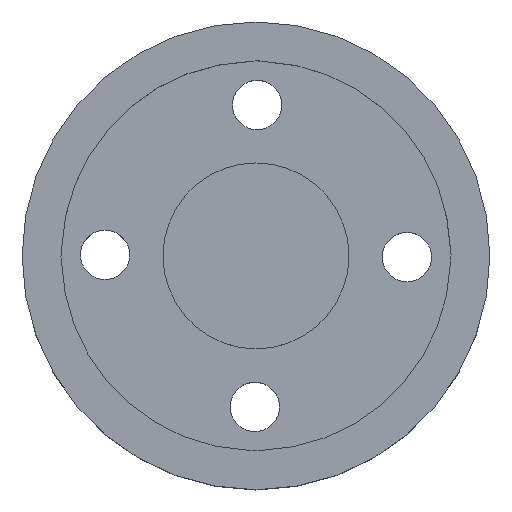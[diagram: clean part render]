
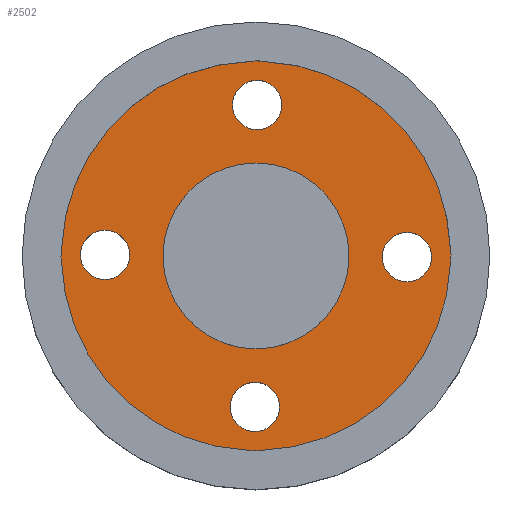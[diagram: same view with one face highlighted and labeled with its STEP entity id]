
A CAD part, top view. The second image highlights one B-rep face of the part: STEP entity #2502.
In plain terms, the highlighted planar face has unit normal (0, 0, 1).
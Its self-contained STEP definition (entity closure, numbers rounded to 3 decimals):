
#1810 = VERTEX_POINT('',#1811);
#1811 = CARTESIAN_POINT('',(-0.614,20.291,61.4));
#1817 = EDGE_CURVE('',#1810,#1818,#1820,.T.);
#1818 = VERTEX_POINT('',#1819);
#1819 = CARTESIAN_POINT('',(-20.279,0.921,61.4));
#1820 = CIRCLE('',#1821,20.3);
#1821 = AXIS2_PLACEMENT_3D('',#1822,#1823,#1824);
#1822 = CARTESIAN_POINT('',(0.,0.,61.4)
  );
#1823 = DIRECTION('',(0.,0.,1.));
#1824 = DIRECTION('',(1.,0.,0.));
#1852 = VERTEX_POINT('',#1853);
#1853 = CARTESIAN_POINT('',(0.921,20.279,61.4));
#1859 = EDGE_CURVE('',#1852,#1810,#1860,.T.);
#1860 = CIRCLE('',#1861,4.6);
#1861 = AXIS2_PLACEMENT_3D('',#1862,#1863,#1864);
#1862 = CARTESIAN_POINT('',(0.119,15.75,61.4));
#1863 = DIRECTION('',(0.,0.,1.));
#1864 = DIRECTION('',(1.,0.,-0.));
#1885 = VERTEX_POINT('',#1886);
#1886 = CARTESIAN_POINT('',(20.291,0.614,61.4));
#1892 = EDGE_CURVE('',#1885,#1852,#1893,.T.);
#1893 = CIRCLE('',#1894,20.3);
#1894 = AXIS2_PLACEMENT_3D('',#1895,#1896,#1897);
#1895 = CARTESIAN_POINT('',(0.,0.,61.4)
  );
#1896 = DIRECTION('',(0.,0.,1.));
#1897 = DIRECTION('',(1.,0.,0.));
#1918 = VERTEX_POINT('',#1919);
#1919 = CARTESIAN_POINT('',(20.279,-0.921,61.4));
#1925 = EDGE_CURVE('',#1918,#1885,#1926,.T.);
#1926 = CIRCLE('',#1927,4.6);
#1927 = AXIS2_PLACEMENT_3D('',#1928,#1929,#1930);
#1928 = CARTESIAN_POINT('',(15.75,-0.119,61.4));
#1929 = DIRECTION('',(0.,0.,1.));
#1930 = DIRECTION('',(1.,0.,0.));
#1951 = VERTEX_POINT('',#1952);
#1952 = CARTESIAN_POINT('',(0.614,-20.291,61.4));
#1958 = EDGE_CURVE('',#1951,#1918,#1959,.T.);
#1959 = CIRCLE('',#1960,20.3);
#1960 = AXIS2_PLACEMENT_3D('',#1961,#1962,#1963);
#1961 = CARTESIAN_POINT('',(0.,0.,61.4)
  );
#1962 = DIRECTION('',(0.,0.,1.));
#1963 = DIRECTION('',(1.,0.,0.));
#1984 = VERTEX_POINT('',#1985);
#1985 = CARTESIAN_POINT('',(-0.921,-20.279,61.4));
#1991 = EDGE_CURVE('',#1984,#1951,#1992,.T.);
#1992 = CIRCLE('',#1993,4.6);
#1993 = AXIS2_PLACEMENT_3D('',#1994,#1995,#1996);
#1994 = CARTESIAN_POINT('',(-0.119,-15.75,61.4));
#1995 = DIRECTION('',(0.,0.,1.));
#1996 = DIRECTION('',(1.,0.,-0.));
#2017 = VERTEX_POINT('',#2018);
#2018 = CARTESIAN_POINT('',(-20.291,-0.614,61.4));
#2024 = EDGE_CURVE('',#2017,#1984,#2025,.T.);
#2025 = CIRCLE('',#2026,20.3);
#2026 = AXIS2_PLACEMENT_3D('',#2027,#2028,#2029);
#2027 = CARTESIAN_POINT('',(0.,0.,61.4)
  );
#2028 = DIRECTION('',(0.,0.,1.));
#2029 = DIRECTION('',(1.,0.,0.));
#2048 = EDGE_CURVE('',#1818,#2017,#2049,.T.);
#2049 = CIRCLE('',#2050,4.6);
#2050 = AXIS2_PLACEMENT_3D('',#2051,#2052,#2053);
#2051 = CARTESIAN_POINT('',(-15.75,0.119,61.4));
#2052 = DIRECTION('',(0.,0.,1.));
#2053 = DIRECTION('',(1.,0.,0.));
#2088 = EDGE_CURVE('',#2089,#2089,#2091,.T.);
#2089 = VERTEX_POINT('',#2090);
#2090 = CARTESIAN_POINT('',(9.7,0.,61.4));
#2091 = CIRCLE('',#2092,9.7);
#2092 = AXIS2_PLACEMENT_3D('',#2093,#2094,#2095);
#2093 = CARTESIAN_POINT('',(0.,0.,61.4)
  );
#2094 = DIRECTION('',(0.,0.,-1.));
#2095 = DIRECTION('',(1.,0.,0.));
#2412 = VERTEX_POINT('',#2413);
#2413 = CARTESIAN_POINT('',(-18.325,0.119,61.4));
#2418 = EDGE_CURVE('',#2412,#2412,#2419,.T.);
#2419 = CIRCLE('',#2420,2.575);
#2420 = AXIS2_PLACEMENT_3D('',#2421,#2422,#2423);
#2421 = CARTESIAN_POINT('',(-15.75,0.119,61.4));
#2422 = DIRECTION('',(0.,0.,1.));
#2423 = DIRECTION('',(-1.,0.,0.));
#2436 = VERTEX_POINT('',#2437);
#2437 = CARTESIAN_POINT('',(-2.694,-15.75,61.4));
#2442 = EDGE_CURVE('',#2436,#2436,#2443,.T.);
#2443 = CIRCLE('',#2444,2.575);
#2444 = AXIS2_PLACEMENT_3D('',#2445,#2446,#2447);
#2445 = CARTESIAN_POINT('',(-0.119,-15.75,61.4));
#2446 = DIRECTION('',(0.,0.,1.));
#2447 = DIRECTION('',(-1.,0.,0.));
#2460 = VERTEX_POINT('',#2461);
#2461 = CARTESIAN_POINT('',(-2.456,15.75,61.4));
#2466 = EDGE_CURVE('',#2460,#2460,#2467,.T.);
#2467 = CIRCLE('',#2468,2.575);
#2468 = AXIS2_PLACEMENT_3D('',#2469,#2470,#2471);
#2469 = CARTESIAN_POINT('',(0.119,15.75,61.4));
#2470 = DIRECTION('',(0.,0.,1.));
#2471 = DIRECTION('',(-1.,0.,0.));
#2484 = VERTEX_POINT('',#2485);
#2485 = CARTESIAN_POINT('',(13.175,-0.119,61.4));
#2490 = EDGE_CURVE('',#2484,#2484,#2491,.T.);
#2491 = CIRCLE('',#2492,2.575);
#2492 = AXIS2_PLACEMENT_3D('',#2493,#2494,#2495);
#2493 = CARTESIAN_POINT('',(15.75,-0.119,61.4));
#2494 = DIRECTION('',(0.,0.,1.));
#2495 = DIRECTION('',(-1.,0.,0.));
#2502 = ADVANCED_FACE('',(#2503,#2506,#2509,#2512,#2515,#2518),#2528,.T.
  );
#2503 = FACE_BOUND('',#2504,.T.);
#2504 = EDGE_LOOP('',(#2505));
#2505 = ORIENTED_EDGE('',*,*,#2418,.F.);
#2506 = FACE_BOUND('',#2507,.T.);
#2507 = EDGE_LOOP('',(#2508));
#2508 = ORIENTED_EDGE('',*,*,#2442,.F.);
#2509 = FACE_BOUND('',#2510,.T.);
#2510 = EDGE_LOOP('',(#2511));
#2511 = ORIENTED_EDGE('',*,*,#2466,.F.);
#2512 = FACE_BOUND('',#2513,.T.);
#2513 = EDGE_LOOP('',(#2514));
#2514 = ORIENTED_EDGE('',*,*,#2490,.F.);
#2515 = FACE_BOUND('',#2516,.T.);
#2516 = EDGE_LOOP('',(#2517));
#2517 = ORIENTED_EDGE('',*,*,#2088,.T.);
#2518 = FACE_BOUND('',#2519,.T.);
#2519 = EDGE_LOOP('',(#2520,#2521,#2522,#2523,#2524,#2525,#2526,#2527));
#2520 = ORIENTED_EDGE('',*,*,#2048,.T.);
#2521 = ORIENTED_EDGE('',*,*,#2024,.T.);
#2522 = ORIENTED_EDGE('',*,*,#1991,.T.);
#2523 = ORIENTED_EDGE('',*,*,#1958,.T.);
#2524 = ORIENTED_EDGE('',*,*,#1925,.T.);
#2525 = ORIENTED_EDGE('',*,*,#1892,.T.);
#2526 = ORIENTED_EDGE('',*,*,#1859,.T.);
#2527 = ORIENTED_EDGE('',*,*,#1817,.T.);
#2528 = PLANE('',#2529);
#2529 = AXIS2_PLACEMENT_3D('',#2530,#2531,#2532);
#2530 = CARTESIAN_POINT('',(0.,0.,61.4));
#2531 = DIRECTION('',(0.,0.,1.));
#2532 = DIRECTION('',(1.,0.,-0.));
